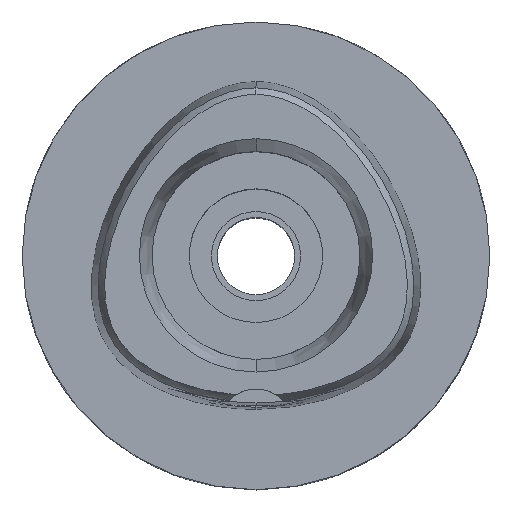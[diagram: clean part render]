
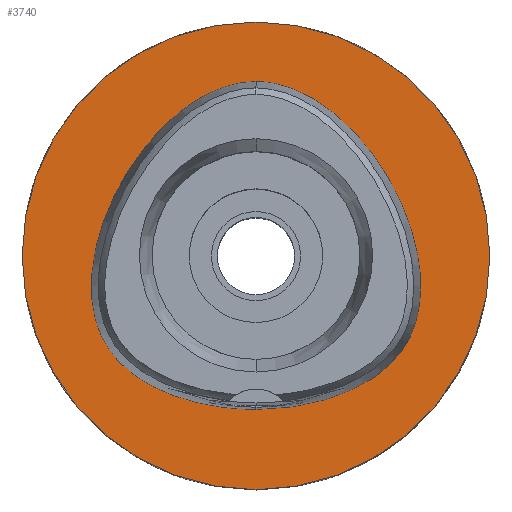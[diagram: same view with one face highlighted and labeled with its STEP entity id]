
A CAD part, top view. The second image highlights one B-rep face of the part: STEP entity #3740.
In plain terms, the highlighted planar face has unit normal (0, 0, 1).
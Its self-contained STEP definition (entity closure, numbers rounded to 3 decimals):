
#38 = AXIS2_PLACEMENT_3D ( 'NONE', #1218, #2928, #2246 ) ;
#112 = CARTESIAN_POINT ( 'NONE',  ( -20.35, -11.749, 0. ) ) ;
#139 = ORIENTED_EDGE ( 'NONE', *, *, #310, .F. ) ;
#256 = DIRECTION ( 'NONE',  ( 0., 1., 0. ) ) ;
#310 = EDGE_CURVE ( 'NONE', #2220, #2781, #5461, .T. ) ;
#449 = CARTESIAN_POINT ( 'NONE',  ( 16.959, -15.678, 0. ) ) ;
#529 = CARTESIAN_POINT ( 'NONE',  ( 7.571, 21.315, 0. ) ) ;
#535 = CARTESIAN_POINT ( 'NONE',  ( -18.068, 10.432, 0. ) ) ;
#559 = CARTESIAN_POINT ( 'NONE',  ( -21.978, -0.281, 0. ) ) ;
#573 = ORIENTED_EDGE ( 'NONE', *, *, #5146, .F. ) ;
#579 = CARTESIAN_POINT ( 'NONE',  ( 0.855, 23.475, 0. ) ) ;
#589 = CARTESIAN_POINT ( 'NONE',  ( -14.408, 15.641, 0. ) ) ;
#671 = AXIS2_PLACEMENT_3D ( 'NONE', #3300, #1527, #256 ) ;
#684 = CARTESIAN_POINT ( 'NONE',  ( 0., 31.5, 0. ) ) ;
#744 = CARTESIAN_POINT ( 'NONE',  ( -6.341, -20.298, 0. ) ) ;
#838 = CARTESIAN_POINT ( 'NONE',  ( 0., 0., 0. ) ) ;
#879 = CARTESIAN_POINT ( 'NONE',  ( 20.35, -11.749, 0. ) ) ;
#919 = DIRECTION ( 'NONE',  ( 0., 0., -1. ) ) ;
#961 = CARTESIAN_POINT ( 'NONE',  ( 18.068, 10.432, 0. ) ) ;
#1218 = CARTESIAN_POINT ( 'NONE',  ( 0., 0., 0. ) ) ;
#1467 = CARTESIAN_POINT ( 'NONE',  ( -7.571, 21.315, 0. ) ) ;
#1527 = DIRECTION ( 'NONE',  ( 0., 0., -1. ) ) ;
#1707 = PLANE ( 'NONE',  #4995 ) ;
#1741 = CARTESIAN_POINT ( 'NONE',  ( 0., -20.675, 0. ) ) ;
#1768 = CARTESIAN_POINT ( 'NONE',  ( 14.673, -17.214, 0. ) ) ;
#1857 = CARTESIAN_POINT ( 'NONE',  ( -19.649, -12.825, 0. ) ) ;
#1937 = EDGE_CURVE ( 'NONE', #2781, #2220, #3922, .T. ) ;
#1993 = ORIENTED_EDGE ( 'NONE', *, *, #4801, .F. ) ;
#2220 = VERTEX_POINT ( 'NONE', #2511 ) ;
#2246 = DIRECTION ( 'NONE',  ( 0., -1., 0. ) ) ;
#2247 = CARTESIAN_POINT ( 'NONE',  ( 2.565, 23.293, 0. ) ) ;
#2255 = CARTESIAN_POINT ( 'NONE',  ( -21.555, -8.996, 0. ) ) ;
#2313 = CARTESIAN_POINT ( 'NONE',  ( -10.746, 19.174, 0. ) ) ;
#2511 = CARTESIAN_POINT ( 'NONE',  ( 0., -20.675, 0. ) ) ;
#2594 = CARTESIAN_POINT ( 'NONE',  ( 21.555, -8.996, 0. ) ) ;
#2623 = VERTEX_POINT ( 'NONE', #684 ) ;
#2662 = CARTESIAN_POINT ( 'NONE',  ( 6.341, -20.298, 0. ) ) ;
#2673 = CARTESIAN_POINT ( 'NONE',  ( 14.408, 15.641, 0. ) ) ;
#2759 = CARTESIAN_POINT ( 'NONE',  ( -22.245, -4.1, 0. ) ) ;
#2781 = VERTEX_POINT ( 'NONE', #5127 ) ;
#2903 = CARTESIAN_POINT ( 'NONE',  ( -11.233, -18.893, 0. ) ) ;
#2928 = DIRECTION ( 'NONE',  ( 0., 0., -1. ) ) ;
#3006 = CARTESIAN_POINT ( 'NONE',  ( 19.649, -12.825, 0. ) ) ;
#3078 = FACE_BOUND ( 'NONE', #4847, .T. ) ;
#3105 = CIRCLE ( 'NONE', #671, 31.5 ) ;
#3183 = CARTESIAN_POINT ( 'NONE',  ( -20.749, 4.657, 0. ) ) ;
#3300 = CARTESIAN_POINT ( 'NONE',  ( 0., 0., 0. ) ) ;
#3430 = CARTESIAN_POINT ( 'NONE',  ( 11.233, -18.893, 0. ) ) ;
#3456 = CARTESIAN_POINT ( 'NONE',  ( 18.568, -14.169, 0. ) ) ;
#3485 = CARTESIAN_POINT ( 'NONE',  ( 21.978, -0.281, 0. ) ) ;
#3534 = CARTESIAN_POINT ( 'NONE',  ( 5.098, 22.526, 0. ) ) ;
#3543 = CARTESIAN_POINT ( 'NONE',  ( -16.959, -15.678, 0. ) ) ;
#3575 = CARTESIAN_POINT ( 'NONE',  ( -14.673, -17.214, 0. ) ) ;
#3733 = ORIENTED_EDGE ( 'NONE', *, *, #1937, .F. ) ;
#3740 = ADVANCED_FACE ( 'NONE', ( #5201, #3078 ), #1707, .F. ) ;
#3837 = CARTESIAN_POINT ( 'NONE',  ( 0., -31.5, 0. ) ) ;
#3916 = CARTESIAN_POINT ( 'NONE',  ( -20.932, -10.604, 0. ) ) ;
#3922 = B_SPLINE_CURVE_WITH_KNOTS ( 'NONE', 3,
 ( #5322, #4422, #4398, #4846, #1467, #2313, #589, #535, #3183, #559, #2759, #4478, #2255, #3916, #112, #1857, #3970, #3543, #3575, #2903, #744, #5021, #4510 ),
 .UNSPECIFIED., .F., .F.,
 ( 4, 1, 1, 1, 1, 1, 1, 1, 1, 1, 1, 1, 1, 1, 1, 1, 1, 1, 1, 1, 4 ),
 ( 0., 0.042, 0.083, 0.125, 0.167, 0.25, 0.333, 0.417, 0.5, 0.542, 0.583, 0.625, 0.646, 0.667, 0.688, 0.708, 0.75, 0.792, 0.833, 0.917, 1. ),
 .UNSPECIFIED. ) ;
#3970 = CARTESIAN_POINT ( 'NONE',  ( -18.568, -14.169, 0. ) ) ;
#4031 = VERTEX_POINT ( 'NONE', #3837 ) ;
#4316 = CARTESIAN_POINT ( 'NONE',  ( 22.057, -6.848, 0. ) ) ;
#4390 = CARTESIAN_POINT ( 'NONE',  ( 10.746, 19.174, 0. ) ) ;
#4398 = CARTESIAN_POINT ( 'NONE',  ( -2.565, 23.293, 0. ) ) ;
#4422 = CARTESIAN_POINT ( 'NONE',  ( -0.855, 23.475, 0. ) ) ;
#4478 = CARTESIAN_POINT ( 'NONE',  ( -22.057, -6.848, 0. ) ) ;
#4501 = CARTESIAN_POINT ( 'NONE',  ( 0., 23.475, 0. ) ) ;
#4510 = CARTESIAN_POINT ( 'NONE',  ( 0., -20.675, 0. ) ) ;
#4727 = CARTESIAN_POINT ( 'NONE',  ( 20.932, -10.604, 0. ) ) ;
#4801 = EDGE_CURVE ( 'NONE', #2623, #4031, #3105, .T. ) ;
#4805 = CARTESIAN_POINT ( 'NONE',  ( 2.114, -20.675, 0. ) ) ;
#4846 = CARTESIAN_POINT ( 'NONE',  ( -5.098, 22.526, 0. ) ) ;
#4847 = EDGE_LOOP ( 'NONE', ( #3733, #139 ) ) ;
#4891 = CIRCLE ( 'NONE', #38, 31.5 ) ;
#4950 = EDGE_LOOP ( 'NONE', ( #1993, #573 ) ) ;
#4995 = AXIS2_PLACEMENT_3D ( 'NONE', #838, #919, #5228 ) ;
#5021 = CARTESIAN_POINT ( 'NONE',  ( -2.114, -20.675, 0. ) ) ;
#5127 = CARTESIAN_POINT ( 'NONE',  ( 0., 23.475, 0. ) ) ;
#5146 = EDGE_CURVE ( 'NONE', #4031, #2623, #4891, .T. ) ;
#5180 = CARTESIAN_POINT ( 'NONE',  ( 22.245, -4.1, 0. ) ) ;
#5201 = FACE_OUTER_BOUND ( 'NONE', #4950, .T. ) ;
#5228 = DIRECTION ( 'NONE',  ( 0., -1., 0. ) ) ;
#5236 = CARTESIAN_POINT ( 'NONE',  ( 20.749, 4.657, 0. ) ) ;
#5322 = CARTESIAN_POINT ( 'NONE',  ( 0., 23.475, 0. ) ) ;
#5461 = B_SPLINE_CURVE_WITH_KNOTS ( 'NONE', 3,
 ( #1741, #4805, #2662, #3430, #1768, #449, #3456, #3006, #879, #4727, #2594, #4316, #5180, #3485, #5236, #961, #2673, #4390, #529, #3534, #2247, #579, #4501 ),
 .UNSPECIFIED., .F., .F.,
 ( 4, 1, 1, 1, 1, 1, 1, 1, 1, 1, 1, 1, 1, 1, 1, 1, 1, 1, 1, 1, 4 ),
 ( 0., 0.083, 0.167, 0.208, 0.25, 0.292, 0.313, 0.333, 0.354, 0.375, 0.417, 0.458, 0.5, 0.583, 0.667, 0.75, 0.833, 0.875, 0.917, 0.958, 1. ),
 .UNSPECIFIED. ) ;
